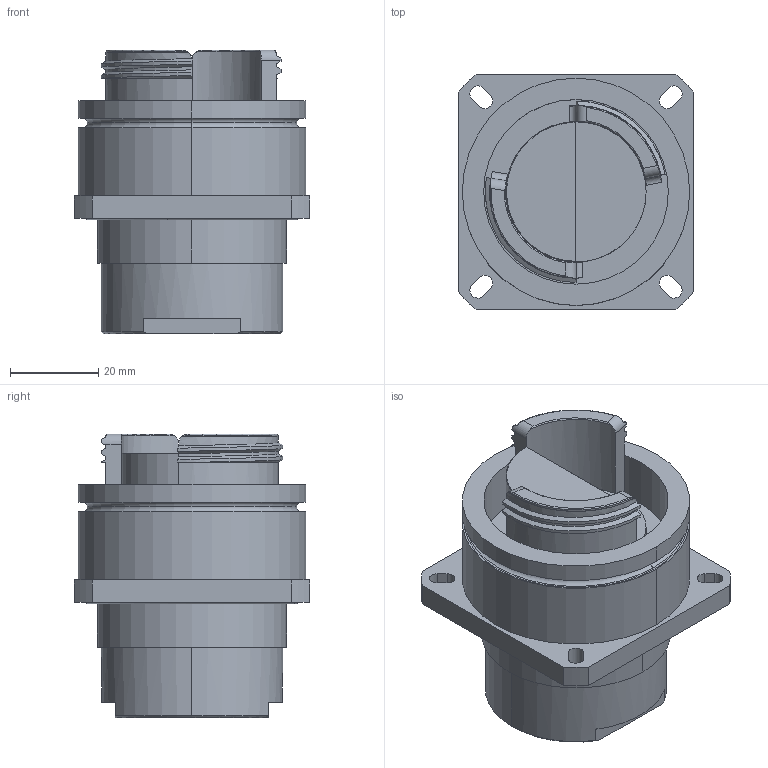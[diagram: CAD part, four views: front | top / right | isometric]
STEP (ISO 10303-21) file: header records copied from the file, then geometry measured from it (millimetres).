
FILE_DESCRIPTION (( 'STEP AP203' ), '1' );
FILE_NAME ('Size25 Hermaphroditic Flange.STEP', '2019-03-27T18:33:44', ( '' ), ( '' ), 'SwSTEP 2.0', 'SolidWorks 2019', '' );
FILE_SCHEMA (( 'CONFIG_CONTROL_DESIGN' ));
Length unit declared in the file: inch
Products named in the file (1): Size25 Hermaphroditic Flange
Bounding box: 53.21 x 53.21 x 64.26 mm (x, y, z)
Volume: 91327 mm3; surface area: 20367 mm2
Topology: 1 solids, 5 shells, 157 faces, 393 edges, 258 vertices
Faces by surface type: plane 59, cylinder 58, torus 14, bspline 14, cone 12
Entity records: 6684 total; most frequent: CARTESIAN_POINT 2970, ORIENTED_EDGE 786, DIRECTION 727, EDGE_CURVE 393, AXIS2_PLACEMENT_3D 286, VERTEX_POINT 258, EDGE_LOOP 177, ADVANCED_FACE 157
